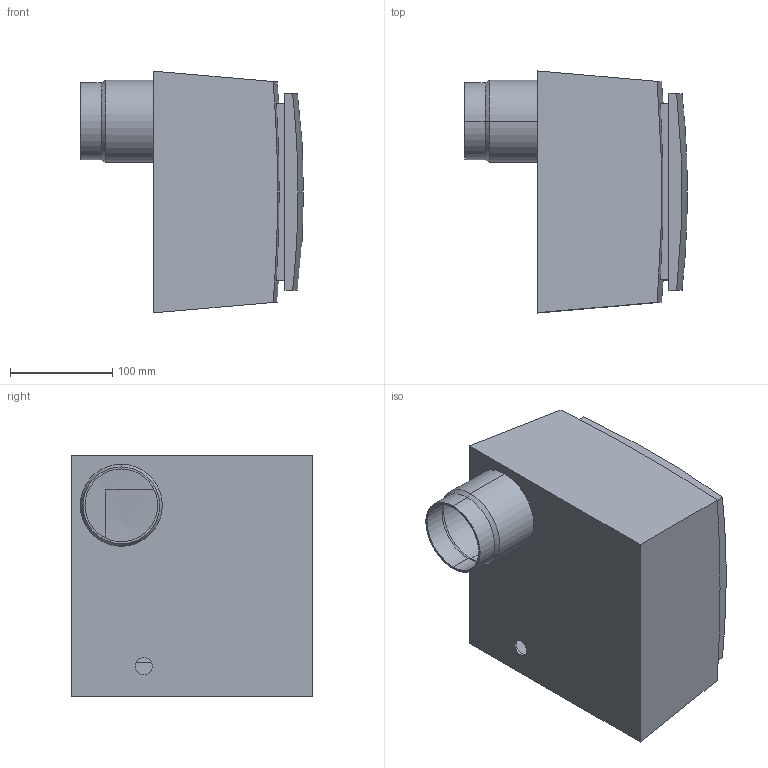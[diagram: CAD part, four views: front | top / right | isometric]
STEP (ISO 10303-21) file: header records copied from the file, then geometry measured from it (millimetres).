
FILE_DESCRIPTION (( 'STEP AP214' ), '1' );
FILE_NAME ('ER-AP-60.STEP', '2009-07-15T17:24:04', ( 'Wolfgang Schmidt' ), ( 'WS-KO' ), 'SwSTEP 2.0', 'SolidWorks 2008', '' );
FILE_SCHEMA (( 'AUTOMOTIVE_DESIGN' ));
Length unit declared in the file: millimetre
Products named in the file (1): ER-AP-60
Bounding box: 217.5 x 236 x 236 mm (x, y, z)
Volume: 490964.8 mm3; surface area: 491545.4 mm2
Topology: 1 solids, 1 shells, 51 faces, 126 edges, 82 vertices
Faces by surface type: plane 29, cylinder 10, sphere 8, cone 4
Entity records: 1563 total; most frequent: DIRECTION 294, CARTESIAN_POINT 260, ORIENTED_EDGE 252, EDGE_CURVE 126, AXIS2_PLACEMENT_3D 116, VERTEX_POINT 82, CIRCLE 64, VECTOR 62
